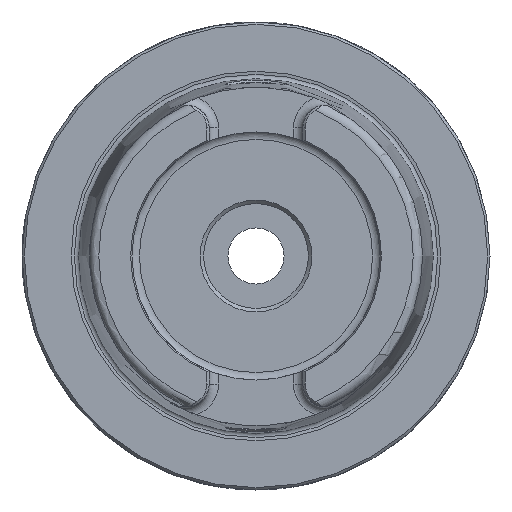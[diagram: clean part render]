
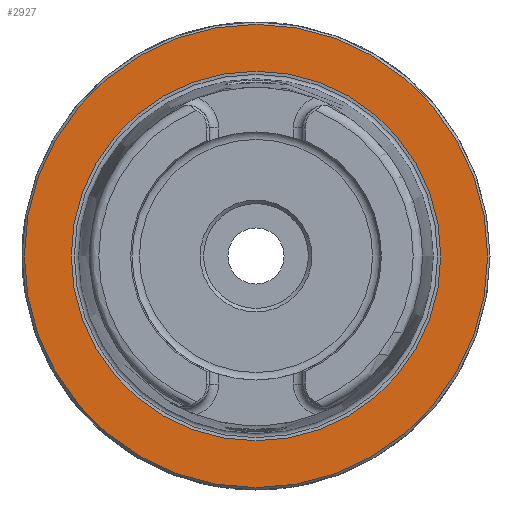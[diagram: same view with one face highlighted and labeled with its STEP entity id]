
A CAD part, left-side view. The second image highlights one B-rep face of the part: STEP entity #2927.
In plain terms, the highlighted planar face has unit normal (-1, 0, 0).
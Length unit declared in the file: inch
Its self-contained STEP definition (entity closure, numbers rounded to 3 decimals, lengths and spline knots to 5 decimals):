
#128=FACE_BOUND('',#510,.T.);
#240=PLANE('',#3169);
#344=FACE_OUTER_BOUND('',#509,.T.);
#509=EDGE_LOOP('',(#2272));
#510=EDGE_LOOP('',(#2273,#2274));
#967=CIRCLE('',#3168,1.94882);
#968=CIRCLE('',#3170,1.55442);
#969=CIRCLE('',#3171,1.55442);
#1262=VERTEX_POINT('',#6111);
#1263=VERTEX_POINT('',#6115);
#1264=VERTEX_POINT('',#6116);
#1631=EDGE_CURVE('',#1262,#1262,#967,.T.);
#1632=EDGE_CURVE('',#1263,#1264,#968,.T.);
#1633=EDGE_CURVE('',#1264,#1263,#969,.T.);
#2272=ORIENTED_EDGE('',*,*,#1631,.F.);
#2273=ORIENTED_EDGE('',*,*,#1632,.T.);
#2274=ORIENTED_EDGE('',*,*,#1633,.T.);
#2927=ADVANCED_FACE('',(#344,#128),#240,.T.);
#3168=AXIS2_PLACEMENT_3D('',#6113,#3727,#3728);
#3169=AXIS2_PLACEMENT_3D('',#6114,#3729,#3730);
#3170=AXIS2_PLACEMENT_3D('',#6117,#3731,#3732);
#3171=AXIS2_PLACEMENT_3D('',#6118,#3733,#3734);
#3727=DIRECTION('center_axis',(1.,0.,0.));
#3728=DIRECTION('ref_axis',(0.,-1.,0.));
#3729=DIRECTION('center_axis',(-1.,0.,0.));
#3730=DIRECTION('ref_axis',(0.,0.,1.));
#3731=DIRECTION('center_axis',(1.,0.,0.));
#3732=DIRECTION('ref_axis',(0.,1.,0.));
#3733=DIRECTION('center_axis',(1.,0.,0.));
#3734=DIRECTION('ref_axis',(0.,1.,0.));
#6111=CARTESIAN_POINT('',(0.,1.94882,0.));
#6113=CARTESIAN_POINT('Origin',(0.,0.,0.));
#6114=CARTESIAN_POINT('Origin',(0.,0.98425,0.));
#6115=CARTESIAN_POINT('',(0.,1.55442,0.));
#6116=CARTESIAN_POINT('',(0.,-1.55442,0.));
#6117=CARTESIAN_POINT('Origin',(0.,0.,0.));
#6118=CARTESIAN_POINT('Origin',(0.,0.,0.));
